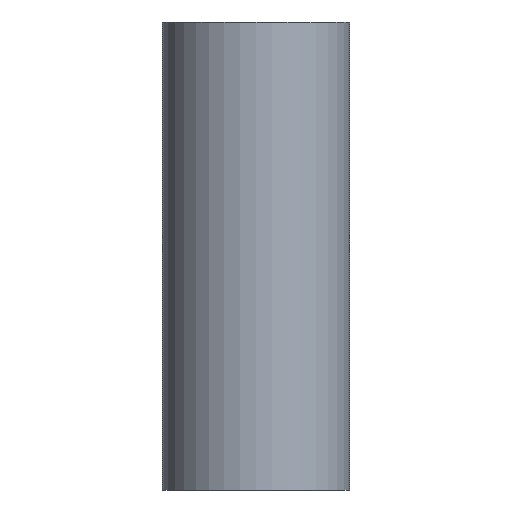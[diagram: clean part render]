
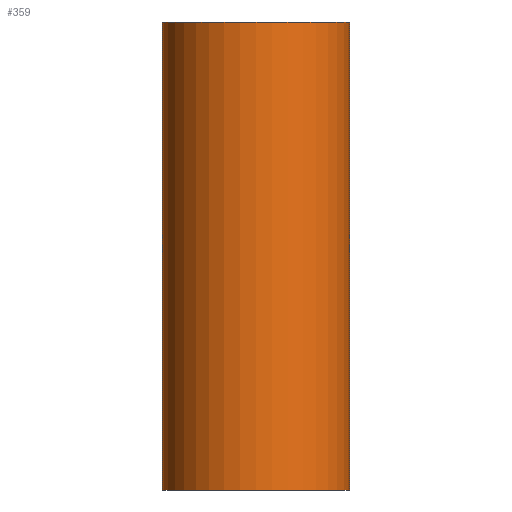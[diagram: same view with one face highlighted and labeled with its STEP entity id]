
A CAD part, front view. The second image highlights one B-rep face of the part: STEP entity #359.
In plain terms, the highlighted cylindrical face has radius 31.75 mm (diameter 63.5 mm), a partial arc.
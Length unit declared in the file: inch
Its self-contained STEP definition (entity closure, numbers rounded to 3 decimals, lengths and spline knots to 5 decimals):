
#30 = VECTOR ( 'NONE', #502, 39.37008 ) ;
#39 = CIRCLE ( 'NONE', #727, 1.25 ) ;
#79 = DIRECTION ( 'NONE',  ( 0., 0., 1. ) ) ;
#121 = VERTEX_POINT ( 'NONE', #440 ) ;
#180 = CARTESIAN_POINT ( 'NONE',  ( 1.25, 0., -3.12598 ) ) ;
#240 = CARTESIAN_POINT ( 'NONE',  ( 1.25, 0., 3.12598 ) ) ;
#301 = DIRECTION ( 'NONE',  ( -1., 0., 0. ) ) ;
#339 = CYLINDRICAL_SURFACE ( 'NONE', #368, 1.25 ) ;
#348 = ORIENTED_EDGE ( 'NONE', *, *, #998, .F. ) ;
#359 = ADVANCED_FACE ( 'NONE', ( #1425 ), #339, .T. ) ;
#368 = AXIS2_PLACEMENT_3D ( 'NONE', #423, #937, #301 ) ;
#380 = LINE ( 'NONE', #240, #1361 ) ;
#402 = CARTESIAN_POINT ( 'NONE',  ( 0., 0., -3.12598 ) ) ;
#423 = CARTESIAN_POINT ( 'NONE',  ( 0., 0., 3.12598 ) ) ;
#440 = CARTESIAN_POINT ( 'NONE',  ( 1.25, 0., 3.12598 ) ) ;
#502 = DIRECTION ( 'NONE',  ( 0., 0., -1. ) ) ;
#560 = CIRCLE ( 'NONE', #1311, 1.25 ) ;
#575 = VERTEX_POINT ( 'NONE', #1351 ) ;
#578 = DIRECTION ( 'NONE',  ( 0., 0., -1. ) ) ;
#604 = DIRECTION ( 'NONE',  ( 0., 0., 1. ) ) ;
#727 = AXIS2_PLACEMENT_3D ( 'NONE', #1401, #79, #1422 ) ;
#828 = ORIENTED_EDGE ( 'NONE', *, *, #1290, .F. ) ;
#829 = CARTESIAN_POINT ( 'NONE',  ( -1.25, 0., 3.12598 ) ) ;
#876 = EDGE_LOOP ( 'NONE', ( #348, #828, #1188, #1030 ) ) ;
#937 = DIRECTION ( 'NONE',  ( 0., 0., -1. ) ) ;
#998 = EDGE_CURVE ( 'NONE', #121, #1117, #380, .T. ) ;
#1030 = ORIENTED_EDGE ( 'NONE', *, *, #1151, .T. ) ;
#1117 = VERTEX_POINT ( 'NONE', #180 ) ;
#1151 = EDGE_CURVE ( 'NONE', #575, #1117, #560, .T. ) ;
#1170 = DIRECTION ( 'NONE',  ( 1., 0., 0. ) ) ;
#1188 = ORIENTED_EDGE ( 'NONE', *, *, #1326, .T. ) ;
#1216 = VERTEX_POINT ( 'NONE', #1393 ) ;
#1290 = EDGE_CURVE ( 'NONE', #1216, #121, #39, .T. ) ;
#1311 = AXIS2_PLACEMENT_3D ( 'NONE', #402, #604, #1170 ) ;
#1320 = LINE ( 'NONE', #829, #30 ) ;
#1326 = EDGE_CURVE ( 'NONE', #1216, #575, #1320, .T. ) ;
#1351 = CARTESIAN_POINT ( 'NONE',  ( -1.25, 0., -3.12598 ) ) ;
#1361 = VECTOR ( 'NONE', #578, 39.37008 ) ;
#1393 = CARTESIAN_POINT ( 'NONE',  ( -1.25, 0., 3.12598 ) ) ;
#1401 = CARTESIAN_POINT ( 'NONE',  ( 0., 0., 3.12598 ) ) ;
#1422 = DIRECTION ( 'NONE',  ( 1., 0., 0. ) ) ;
#1425 = FACE_OUTER_BOUND ( 'NONE', #876, .T. ) ;
